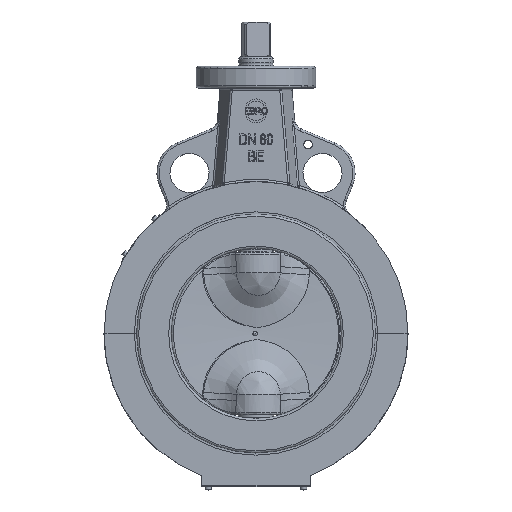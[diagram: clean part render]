
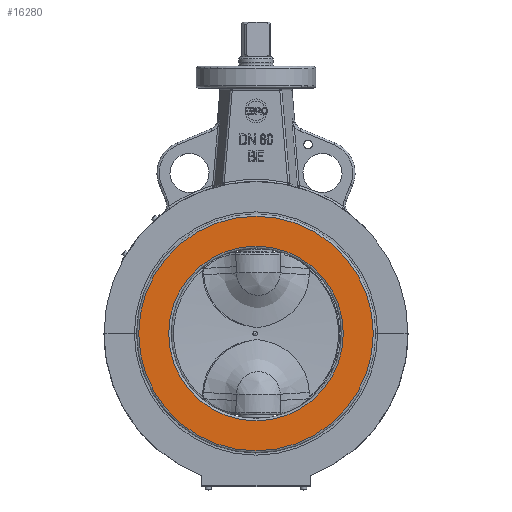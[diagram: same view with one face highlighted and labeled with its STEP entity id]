
A CAD part, top view. The second image highlights one B-rep face of the part: STEP entity #16280.
In plain terms, the highlighted face is planar.
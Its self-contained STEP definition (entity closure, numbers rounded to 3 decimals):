
#16249=CARTESIAN_POINT('',(19.5,54.0,0.));
#16250=VERTEX_POINT('',#16249);
#16251=CARTESIAN_POINT('',(19.5,0.0,0.0));
#16252=DIRECTION('',(-1.0,0.0,0.0));
#16253=DIRECTION('',(0.0,-1.0,0.0));
#16254=AXIS2_PLACEMENT_3D('',#16251,#16252,#16253);
#16255=CIRCLE('',#16254,54.0);
#16256=EDGE_CURVE('',#16250,#16250,#16255,.T.);
#16261=CARTESIAN_POINT('',(19.5,48.75,0.0));
#16262=DIRECTION('',(1.0,0.0,0.0));
#16263=DIRECTION('',(0.0,0.0,-1.0));
#16264=AXIS2_PLACEMENT_3D('',#16261,#16262,#16263);
#16265=PLANE('',#16264);
#16266=ORIENTED_EDGE('',*,*,#16256,.F.);
#16267=EDGE_LOOP('',(#16266));
#16268=FACE_OUTER_BOUND('',#16267,.T.);
#16269=CARTESIAN_POINT('',(19.5,40.2,0.0));
#16270=VERTEX_POINT('',#16269);
#16271=CARTESIAN_POINT('',(19.5,0.0,0.0));
#16272=DIRECTION('',(1.0,0.0,0.0));
#16273=DIRECTION('',(0.0,-1.0,0.0));
#16274=AXIS2_PLACEMENT_3D('',#16271,#16272,#16273);
#16275=CIRCLE('',#16274,40.2);
#16276=EDGE_CURVE('',#16270,#16270,#16275,.T.);
#16277=ORIENTED_EDGE('',*,*,#16276,.F.);
#16278=EDGE_LOOP('',(#16277));
#16279=FACE_BOUND('',#16278,.T.);
#16280=ADVANCED_FACE('',(#16268,#16279),#16265,.T.);
